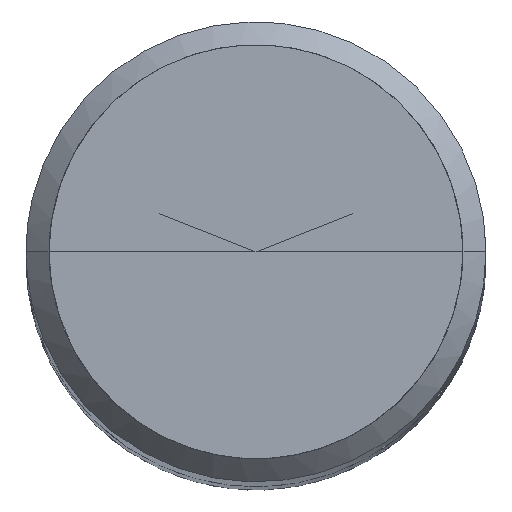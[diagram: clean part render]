
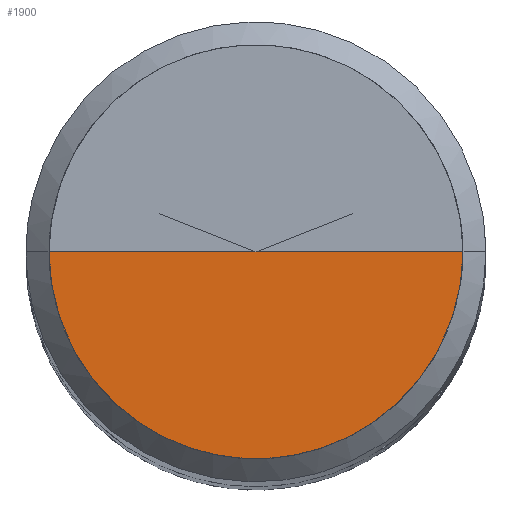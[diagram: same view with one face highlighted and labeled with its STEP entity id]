
A CAD part, top view. The second image highlights one B-rep face of the part: STEP entity #1900.
In plain terms, the highlighted free-form (B-spline) face has degree [1, 2] with [2, 5] control points.
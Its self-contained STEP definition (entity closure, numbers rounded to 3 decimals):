
#1591=CARTESIAN_POINT('',(4.5,0.0,59.0));
#1595=CARTESIAN_POINT('',(-4.5,0.0,59.0));
#1596=CARTESIAN_POINT('',(0.0,0.0,59.0));
#1600=CARTESIAN_POINT('',(-4.5,-4.5,59.0));
#1601=CARTESIAN_POINT('',(0.0,-4.5,59.0));
#1602=CARTESIAN_POINT('',(4.5,-4.5,59.0));
#1885=(
BOUNDED_SURFACE()
B_SPLINE_SURFACE(1,2,(
(#1595,#1600,#1601,#1602,#1591),
(#1596,#1596,#1596,#1596,#1596)
), .UNSPECIFIED.,.F.,.F.,.F.)
B_SPLINE_SURFACE_WITH_KNOTS((2,2),(3,2,3),(
0.0,1.0),(
0.0,0.5,1.0), .UNSPECIFIED.)
GEOMETRIC_REPRESENTATION_ITEM()
RATIONAL_B_SPLINE_SURFACE(((1.0,0.707,1.0,0.707,1.0),
(1.0,0.707,1.0,0.707,1.0)
))
REPRESENTATION_ITEM('')
SURFACE()
);
#1886=(
BOUNDED_CURVE()
B_SPLINE_CURVE(1,(#1596,#1591),.UNSPECIFIED.,.F.,.F.)
B_SPLINE_CURVE_WITH_KNOTS((2,2),
(0.0,1.0),.UNSPECIFIED.)
CURVE()
GEOMETRIC_REPRESENTATION_ITEM()
RATIONAL_B_SPLINE_CURVE((1.0,1.0))
REPRESENTATION_ITEM('')
);
#1887=(
BOUNDED_CURVE()
B_SPLINE_CURVE(2,(#1591,#1602,#1601,#1600,#1595),.UNSPECIFIED.,.F.,.F.)
B_SPLINE_CURVE_WITH_KNOTS((3,2,3),
(0.0,0.5,1.0),.UNSPECIFIED.)
CURVE()
GEOMETRIC_REPRESENTATION_ITEM()
RATIONAL_B_SPLINE_CURVE((1.0,0.707,1.0,0.707,1.0))
REPRESENTATION_ITEM('')
);
#1888=(
BOUNDED_CURVE()
B_SPLINE_CURVE(1,(#1595,#1596),.UNSPECIFIED.,.F.,.F.)
B_SPLINE_CURVE_WITH_KNOTS((2,2),
(0.0,1.0),.UNSPECIFIED.)
CURVE()
GEOMETRIC_REPRESENTATION_ITEM()
RATIONAL_B_SPLINE_CURVE((1.0,1.0))
REPRESENTATION_ITEM('')
);
#1889=VERTEX_POINT('',#1591);
#1890=VERTEX_POINT('',#1595);
#1891=VERTEX_POINT('',#1596);
#1892=EDGE_CURVE('',#1891,#1889,#1886,.T.);
#1893=EDGE_CURVE('',#1889,#1890,#1887,.T.);
#1894=EDGE_CURVE('',#1890,#1891,#1888,.T.);
#1895=ORIENTED_EDGE('',*,*,#1892,.T.);
#1896=ORIENTED_EDGE('',*,*,#1893,.T.);
#1897=ORIENTED_EDGE('',*,*,#1894,.T.);
#1898=EDGE_LOOP('',(#1895,#1896,#1897));
#1899=FACE_OUTER_BOUND('',#1898,.T.);
#1900=ADVANCED_FACE('',(#1899),#1885,.T.);
